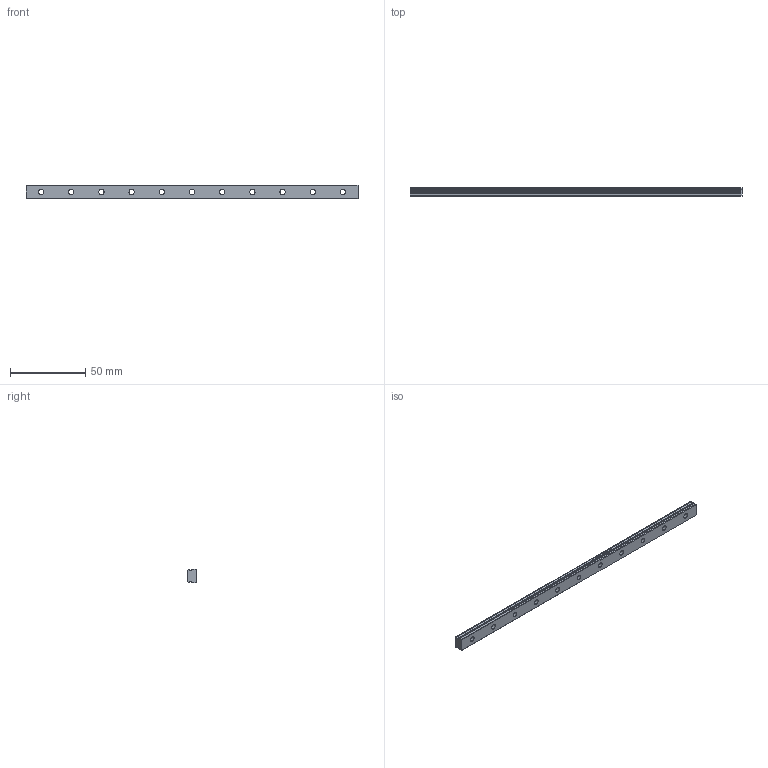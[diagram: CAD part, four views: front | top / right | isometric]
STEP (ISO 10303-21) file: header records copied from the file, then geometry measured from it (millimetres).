
FILE_DESCRIPTION (( 'STEP AP214' ), '1' );
FILE_NAME ('SRS9XGMSS-220LM_G10_0_0_0_0_0_1.STEP', '2021-08-13T09:14:30', ( '' ), ( '' ), 'SwSTEP 2.0', 'SolidWorks 2021', '' );
FILE_SCHEMA (( 'AUTOMOTIVE_DESIGN' ));
Length unit declared in the file: millimetre
Products named in the file (2): _SRS9XGM22010 Track; SRS9XGMSS-220LM_G10_0_0_0_0_0_1
Assembly tree (1 placements, depth 2):
  SRS9XGMSS-220LM_G10_0_0_0_0_0_1
    _SRS9XGM22010 Track
Bounding box: 220 x 5.5 x 9 mm (x, y, z)
Volume: 8767.2 mm3; surface area: 7155 mm2
Topology: 1 solids, 1 shells, 84 faces, 213 edges, 142 vertices
Faces by surface type: cylinder 57, plane 27
Entity records: 2701 total; most frequent: DIRECTION 503, CARTESIAN_POINT 443, ORIENTED_EDGE 426, EDGE_CURVE 213, AXIS2_PLACEMENT_3D 202, VERTEX_POINT 142, EDGE_LOOP 117, CIRCLE 114
